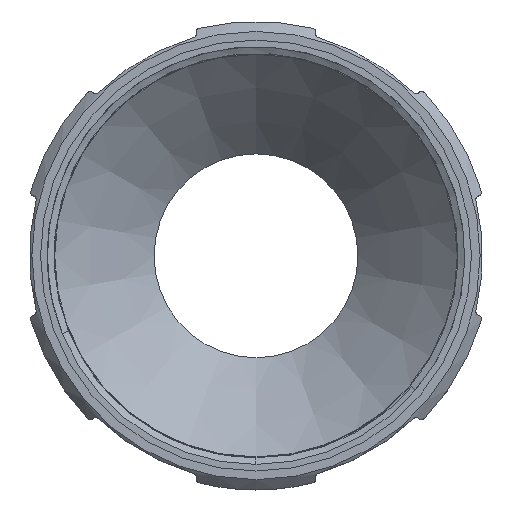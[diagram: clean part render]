
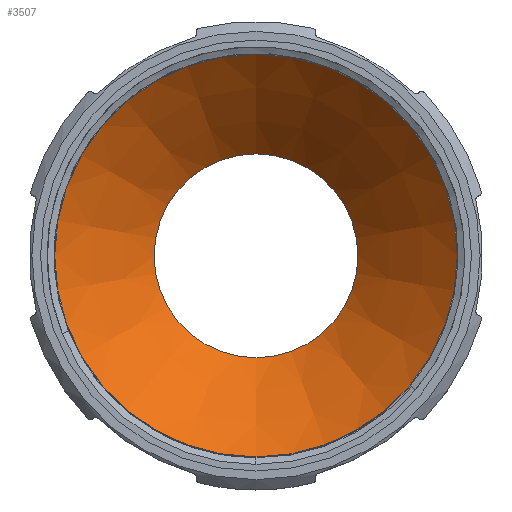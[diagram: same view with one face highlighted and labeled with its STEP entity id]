
A CAD part, top view. The second image highlights one B-rep face of the part: STEP entity #3507.
In plain terms, the highlighted conical face has half-angle 44.275 degrees and reference radius 20 mm.
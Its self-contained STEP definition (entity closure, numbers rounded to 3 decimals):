
#3290 = VERTEX_POINT('',#3291);
#3291 = CARTESIAN_POINT('',(0.,-20.,-20.));
#3297 = EDGE_CURVE('',#3290,#3290,#3298,.T.);
#3298 = CIRCLE('',#3299,20.);
#3299 = AXIS2_PLACEMENT_3D('',#3300,#3301,#3302);
#3300 = CARTESIAN_POINT('',(0.,0.,-20.)
  );
#3301 = DIRECTION('',(0.,0.,1.));
#3302 = DIRECTION('',(0.,-1.,0.));
#3507 = ADVANCED_FACE('',(#3508),#3527,.F.);
#3508 = FACE_BOUND('',#3509,.F.);
#3509 = EDGE_LOOP('',(#3510,#3511,#3519,#3526));
#3510 = ORIENTED_EDGE('',*,*,#3297,.T.);
#3511 = ORIENTED_EDGE('',*,*,#3512,.T.);
#3512 = EDGE_CURVE('',#3290,#3513,#3515,.T.);
#3513 = VERTEX_POINT('',#3514);
#3514 = CARTESIAN_POINT('',(0.,-39.5,0.)
  );
#3515 = LINE('',#3516,#3517);
#3516 = CARTESIAN_POINT('',(0.,-20.,-20.));
#3517 = VECTOR('',#3518,1.);
#3518 = DIRECTION('',(0.,-0.698,0.716));
#3519 = ORIENTED_EDGE('',*,*,#3520,.F.);
#3520 = EDGE_CURVE('',#3513,#3513,#3521,.T.);
#3521 = CIRCLE('',#3522,39.5);
#3522 = AXIS2_PLACEMENT_3D('',#3523,#3524,#3525);
#3523 = CARTESIAN_POINT('',(0.,0.,
    0.));
#3524 = DIRECTION('',(0.,0.,1.));
#3525 = DIRECTION('',(0.,-1.,0.));
#3526 = ORIENTED_EDGE('',*,*,#3512,.F.);
#3527 = CONICAL_SURFACE('',#3528,20.,0.773);
#3528 = AXIS2_PLACEMENT_3D('',#3529,#3530,#3531);
#3529 = CARTESIAN_POINT('',(0.,0.,-20.)
  );
#3530 = DIRECTION('',(0.,0.,1.));
#3531 = DIRECTION('',(0.,-1.,0.));
